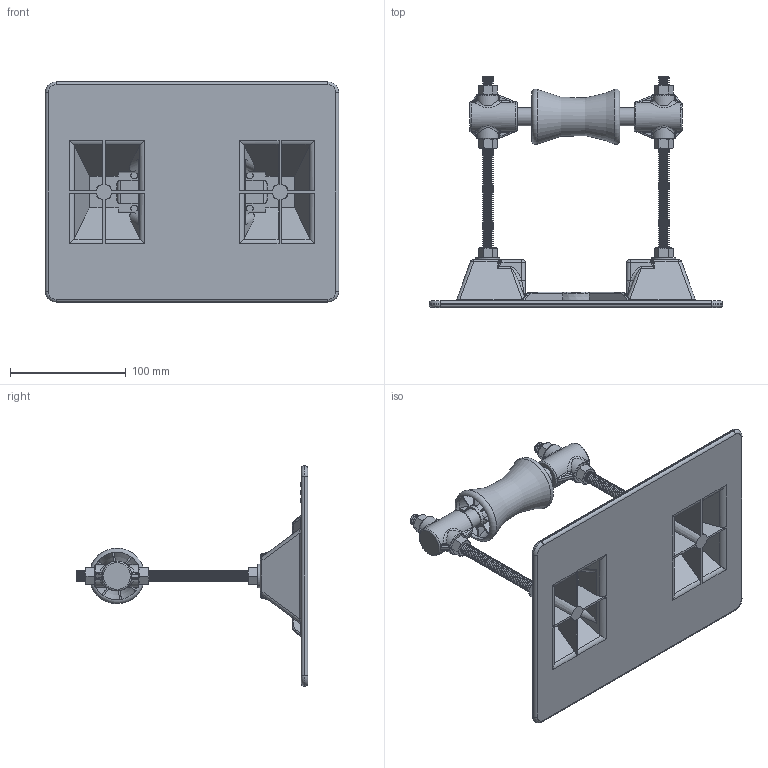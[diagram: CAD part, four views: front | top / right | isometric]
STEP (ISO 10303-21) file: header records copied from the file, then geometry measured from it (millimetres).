
FILE_DESCRIPTION((''),'2;1');
FILE_NAME('3-RAH-7.stp','2012-11-21T09:34:49',('rdavis'),(''),'Autodesk Inventor 2013','Autodesk Inventor 2013','');
FILE_SCHEMA(('AUTOMOTIVE_DESIGN { 1 0 10303 214 1 1 1 1 }'));
Length unit declared in the file: inch
Products named in the file (8): 3-RAH-7; 7.5x10 No Logo; All Thread_.375 x 7; Rollers_3_ Roller; all metal and plastic shafts_3-RAH; NewCollarCapThickFinal; Hex Nut - Inch 3/8 - 16; Circular Washer (Inch) 3/8
Assembly tree (15 placements, depth 2):
  3-RAH-7
    7.5x10 No Logo
    All Thread_.375 x 7  x2
    Rollers_3_ Roller
    all metal and plastic shafts_3-RAH
    NewCollarCapThickFinal  x2
    Hex Nut - Inch 3/8 - 16  x6
    Circular Washer (Inch) 3/8  x2
Bounding box: 254 x 200.28 x 190.5 mm (x, y, z)
Volume: 432387.9 mm3; surface area: 220969 mm2
Topology: 15 solids, 15 shells, 2633 faces, 6896 edges, 4365 vertices
Faces by surface type: plane 1048, cone 538, bspline 498, cylinder 467, torus 78, sphere 4
Full cylindrical faces by diameter (mm): 7.798 x6, 9.525 x210, 9.652 x2, 9.922 x4, 10.312 x2, 12.7 x1, 15.799 x1, 16.272 x2, 16.922 x1, 19.939 x2, 20.65 x2, 41.224 x2
Entity records: 84299 total; most frequent: CARTESIAN_POINT 37337, ORIENTED_EDGE 9900, DIRECTION 8208, EDGE_CURVE 4950, VERTEX_POINT 3315, VECTOR 2858, LINE 2858, AXIS2_PLACEMENT_3D 2675
